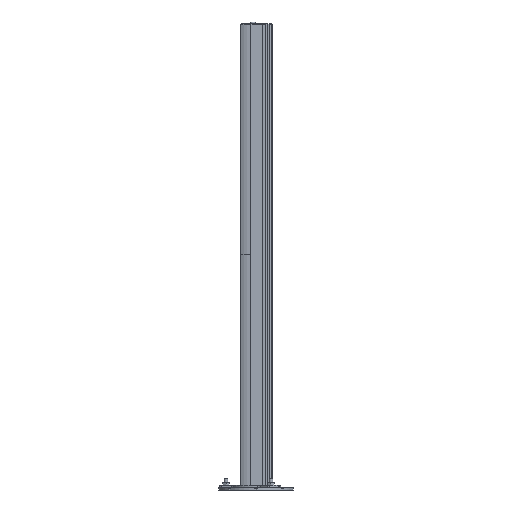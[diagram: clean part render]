
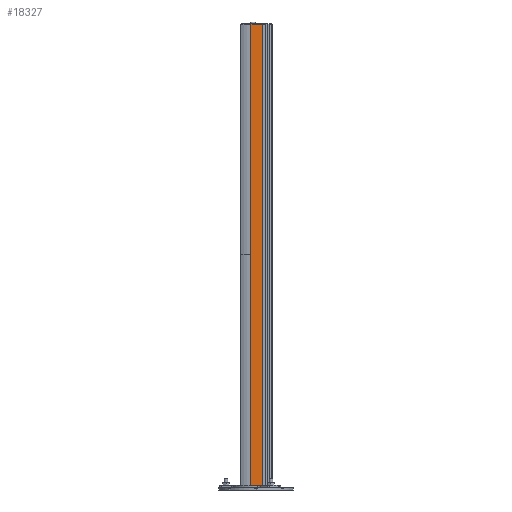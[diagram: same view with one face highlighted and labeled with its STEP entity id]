
A CAD part, left-side view. The second image highlights one B-rep face of the part: STEP entity #18327.
In plain terms, the highlighted planar face has unit normal (-1, 0, 0).
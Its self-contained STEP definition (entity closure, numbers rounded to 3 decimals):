
#1999=LINE($,#32899,#4003);
#2000=LINE($,#32901,#4004);
#2001=LINE($,#32903,#4005);
#2002=LINE($,#32904,#4006);
#4003=VECTOR($,#25616,30.399);
#4004=VECTOR($,#25617,1200.);
#4005=VECTOR($,#25618,30.399);
#4006=VECTOR($,#25619,1200.);
#4708=PLANE($,#20964);
#5334=FACE_OUTER_BOUND($,#6021,.T.);
#6021=EDGE_LOOP($,(#16447,#16448,#16449,#16450));
#9819=VERTEX_POINT($,#32897);
#9820=VERTEX_POINT($,#32898);
#9821=VERTEX_POINT($,#32900);
#9822=VERTEX_POINT($,#32902);
#13133=EDGE_CURVE($,#9819,#9820,#1999,.T.);
#13134=EDGE_CURVE($,#9820,#9821,#2000,.T.);
#13135=EDGE_CURVE($,#9822,#9821,#2001,.T.);
#13136=EDGE_CURVE($,#9819,#9822,#2002,.T.);
#16447=ORIENTED_EDGE($,*,*,#13133,.T.);
#16448=ORIENTED_EDGE($,*,*,#13134,.T.);
#16449=ORIENTED_EDGE($,*,*,#13135,.F.);
#16450=ORIENTED_EDGE($,*,*,#13136,.F.);
#18327=ADVANCED_FACE($,(#5334),#4708,.T.);
#20964=AXIS2_PLACEMENT_3D($,#32896,#25614,#25615);
#25614=DIRECTION('center_axis',(-1.,0.,0.));
#25615=DIRECTION('ref_axis',(0.,0.,1.));
#25616=DIRECTION($,(0.,1.,0.));
#25617=DIRECTION($,(0.,0.,-1.));
#25618=DIRECTION($,(0.,1.,0.));
#25619=DIRECTION($,(0.,0.,-1.));
#32896=CARTESIAN_POINT('Origin',(-337.654,-50.836,1117.));
#32897=CARTESIAN_POINT('',(-337.654,-66.035,1117.));
#32898=CARTESIAN_POINT('',(-337.654,-35.636,1117.));
#32899=CARTESIAN_POINT($,(-337.654,-66.035,1117.));
#32900=CARTESIAN_POINT('',(-337.654,-35.636,-83.));
#32901=CARTESIAN_POINT($,(-337.654,-35.636,1117.));
#32902=CARTESIAN_POINT('',(-337.654,-66.035,-83.));
#32903=CARTESIAN_POINT($,(-337.654,-66.035,-83.));
#32904=CARTESIAN_POINT($,(-337.654,-66.035,1117.));
